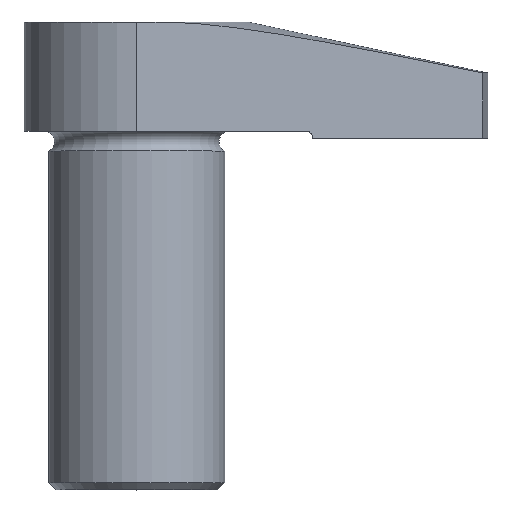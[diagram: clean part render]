
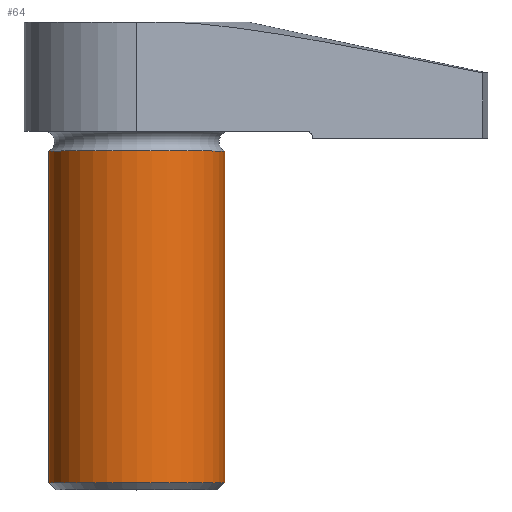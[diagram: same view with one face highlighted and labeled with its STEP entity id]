
A CAD part, top view. The second image highlights one B-rep face of the part: STEP entity #64.
In plain terms, the highlighted cylindrical face has radius 12.5 mm (diameter 25 mm), a full revolution.
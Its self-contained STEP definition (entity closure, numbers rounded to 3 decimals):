
#64 = ADVANCED_FACE( '', ( #135, #136 ), #137, .T. );
#135 = FACE_OUTER_BOUND( '', #207, .T. );
#136 = FACE_OUTER_BOUND( '', #208, .T. );
#137 = CYLINDRICAL_SURFACE( '', #209, 12.5 );
#207 = EDGE_LOOP( '', ( #313 ) );
#208 = EDGE_LOOP( '', ( #314 ) );
#209 = AXIS2_PLACEMENT_3D( '', #315, #316, #317 );
#313 = ORIENTED_EDGE( '', *, *, #405, .F. );
#314 = ORIENTED_EDGE( '', *, *, #393, .T. );
#315 = CARTESIAN_POINT( '', ( 0., 66.5, 0. ) );
#316 = DIRECTION( '', ( 0., -1., 0. ) );
#317 = DIRECTION( '', ( 0., 0., 1. ) );
#393 = EDGE_CURVE( '', #459, #459, #460, .T. );
#405 = EDGE_CURVE( '', #477, #477, #478, .T. );
#459 = VERTEX_POINT( '', #555 );
#460 = CIRCLE( '', #556, 12.5 );
#477 = VERTEX_POINT( '', #586 );
#478 = CIRCLE( '', #587, 12.5 );
#555 = CARTESIAN_POINT( '', ( 0., 1., 12.5 ) );
#556 = AXIS2_PLACEMENT_3D( '', #637, #638, #639 );
#586 = CARTESIAN_POINT( '', ( 0., 48.173, 12.5 ) );
#587 = AXIS2_PLACEMENT_3D( '', #654, #655, #656 );
#637 = CARTESIAN_POINT( '', ( 0., 1., 0. ) );
#638 = DIRECTION( '', ( 0., 1., 0. ) );
#639 = DIRECTION( '', ( 0., 0., 1. ) );
#654 = CARTESIAN_POINT( '', ( 0., 48.173, 0. ) );
#655 = DIRECTION( '', ( 0., 1., 0. ) );
#656 = DIRECTION( '', ( 0., 0., 1. ) );
